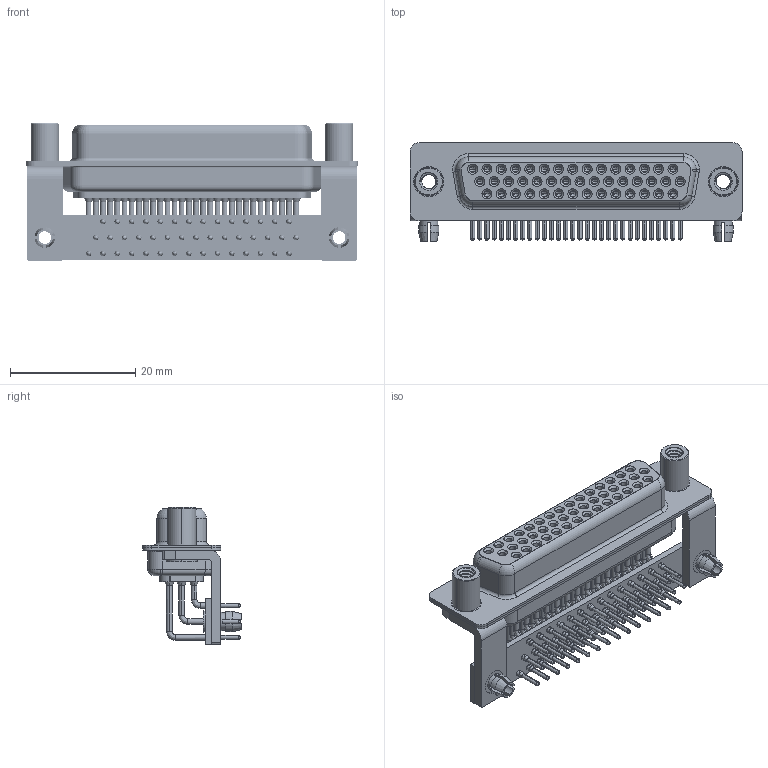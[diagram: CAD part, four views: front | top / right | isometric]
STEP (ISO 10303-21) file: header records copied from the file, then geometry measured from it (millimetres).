
FILE_DESCRIPTION (( 'STEP AP203' ), '1' );
FILE_NAME ('634-M44-663-WT5.STEP', '2018-09-28T02:13:51', ( '' ), ( '' ), 'SwSTEP 2.0', 'SolidWorks 2016', '' );
FILE_SCHEMA (( 'CONFIG_CONTROL_DESIGN' ));
Length unit declared in the file: millimetre
Products named in the file (11): 634M Stabilizer Bracket; 634M 4-40 Threaded Standoff; 634M Stabilizer Board_44 Contacts; 634M Housing_44 Contacts; 634M Board Lock; 634M Shell Front_44 Contacts; 634-M44-663-WT5; 634M Shell Rear_44 Contacts; 634M Contact Row 1; 634M Contact Row 2; 634M Contact Row 3
Assembly tree (54 placements, depth 2):
  634-M44-663-WT5
    634M Housing_44 Contacts
    634M Shell Front_44 Contacts
    634M Shell Rear_44 Contacts
    634M Contact Row 1  x15
    634M Contact Row 2  x15
    634M Contact Row 3  x14
    634M Stabilizer Bracket  x2
    634M 4-40 Threaded Standoff  x2
    634M Stabilizer Board_44 Contacts
    634M Board Lock  x2
Bounding box: 53.05 x 15.8 x 21.9 mm (x, y, z)
Volume: 4629.8 mm3; surface area: 15156.4 mm2
Topology: 54 solids, 54 shells, 2891 faces, 7403 edges, 4681 vertices
Faces by surface type: cylinder 1333, plane 803, cone 510, bspline 182, torus 63
Entity records: 38012 total; most frequent: CARTESIAN_POINT 7961, DIRECTION 6373, ORIENTED_EDGE 5356, EDGE_CURVE 2678, AXIS2_PLACEMENT_3D 2669, VERTEX_POINT 1721, CIRCLE 1500, EDGE_LOOP 1477
